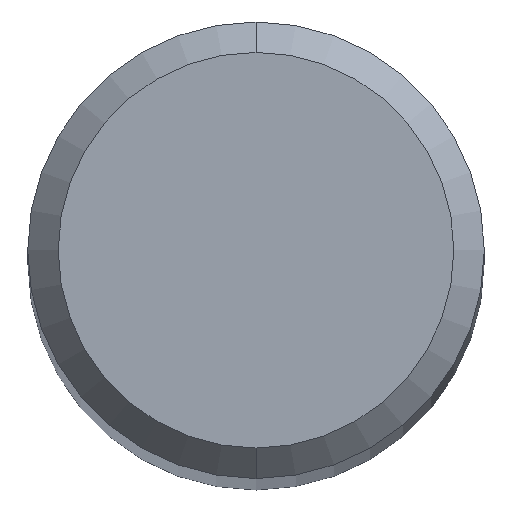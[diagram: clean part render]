
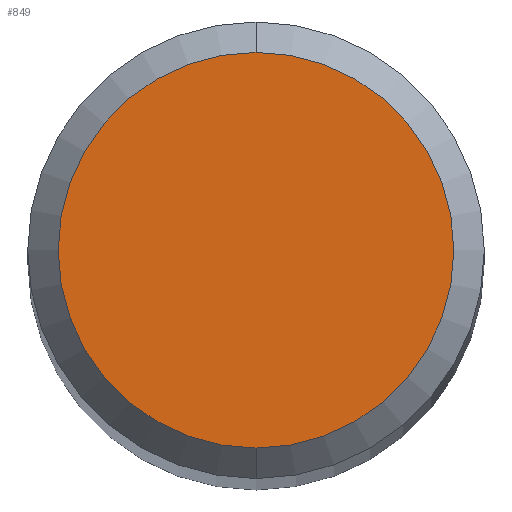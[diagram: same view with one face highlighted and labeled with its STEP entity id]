
A CAD part, top view. The second image highlights one B-rep face of the part: STEP entity #849.
In plain terms, the highlighted planar face has unit normal (0, 0, 1).
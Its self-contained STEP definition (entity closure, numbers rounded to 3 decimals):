
#517=EDGE_CURVE('',#609,#911,#1367,.T.);
#609=VERTEX_POINT('',#1467);
#849=ADVANCED_FACE('',(#1729),#1730,.T.);
#911=VERTEX_POINT('',#1796);
#977=EDGE_CURVE('',#911,#609,#1870,.T.);
#1367=CIRCLE('',#2436,2.6);
#1467=CARTESIAN_POINT('',(0.,-2.6,0.0));
#1729=FACE_OUTER_BOUND('',#4693,.T.);
#1730=PLANE('',#4694);
#1796=CARTESIAN_POINT('',(0.0,2.6,0.0));
#1870=CIRCLE('',#5330,2.6);
#2436=AXIS2_PLACEMENT_3D('',#6917,#6918,#6919);
#4693=EDGE_LOOP('',(#7325,#7326));
#4694=AXIS2_PLACEMENT_3D('',#7327,#7328,#7329);
#5330=AXIS2_PLACEMENT_3D('',#7496,#7497,#7498);
#6917=CARTESIAN_POINT('',(0.0,0.0,0.0));
#6918=DIRECTION('',(0.0,0.0,-1.0));
#6919=DIRECTION('',(0.0,1.0,0.0));
#7325=ORIENTED_EDGE('',*,*,#977,.F.);
#7326=ORIENTED_EDGE('',*,*,#517,.F.);
#7327=CARTESIAN_POINT('',(0.0,1.3,0.0));
#7328=DIRECTION('',(-0.0,0.0,1.0));
#7329=DIRECTION('',(0.0,-1.0,0.0));
#7496=CARTESIAN_POINT('',(0.0,0.0,0.0));
#7497=DIRECTION('',(0.0,0.0,-1.0));
#7498=DIRECTION('',(0.0,1.0,0.0));
